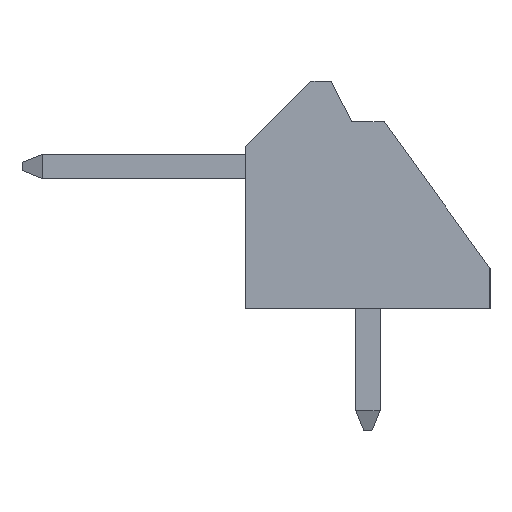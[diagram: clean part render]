
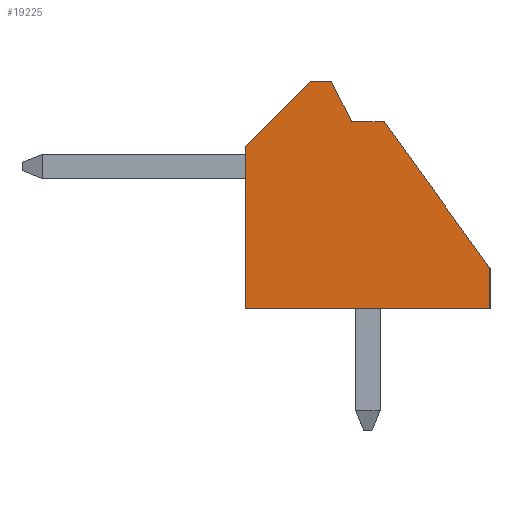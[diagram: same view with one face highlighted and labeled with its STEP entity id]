
A CAD part, left-side view. The second image highlights one B-rep face of the part: STEP entity #19225.
In plain terms, the highlighted planar face has unit normal (-1, 0, 0).
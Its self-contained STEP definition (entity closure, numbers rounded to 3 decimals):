
#18958 = VERTEX_POINT('',#18959);
#18959 = CARTESIAN_POINT('',(-1.25,0.4,4.6));
#18968 = PLANE('',#18969);
#18969 = AXIS2_PLACEMENT_3D('',#18970,#18971,#18972);
#18970 = CARTESIAN_POINT('',(-1.25,0.4,4.6));
#18971 = DIRECTION('',(0.,0.,-1.));
#18972 = DIRECTION('',(0.,-1.,0.));
#18980 = PLANE('',#18981);
#18981 = AXIS2_PLACEMENT_3D('',#18982,#18983,#18984);
#18982 = CARTESIAN_POINT('',(-1.25,0.4,4.6));
#18983 = DIRECTION('',(0.,-0.894,0.447));
#18984 = DIRECTION('',(0.,0.447,0.894));
#19021 = VERTEX_POINT('',#19022);
#19022 = CARTESIAN_POINT('',(-1.25,-0.4,4.6));
#19036 = PLANE('',#19037);
#19037 = AXIS2_PLACEMENT_3D('',#19038,#19039,#19040);
#19038 = CARTESIAN_POINT('',(-1.25,-0.4,4.6));
#19039 = DIRECTION('',(0.,0.811,-0.585));
#19040 = DIRECTION('',(0.,-0.585,-0.811));
#19048 = EDGE_CURVE('',#18958,#19021,#19049,.T.);
#19049 = SURFACE_CURVE('',#19050,(#19054,#19061),.PCURVE_S1.);
#19050 = LINE('',#19051,#19052);
#19051 = CARTESIAN_POINT('',(-1.25,0.4,4.6));
#19052 = VECTOR('',#19053,1.);
#19053 = DIRECTION('',(0.,-1.,0.));
#19054 = PCURVE('',#18968,#19055);
#19055 = DEFINITIONAL_REPRESENTATION('',(#19056),#19060);
#19056 = LINE('',#19057,#19058);
#19057 = CARTESIAN_POINT('',(0.,-0.));
#19058 = VECTOR('',#19059,1.);
#19059 = DIRECTION('',(1.,0.));
#19060 = ( GEOMETRIC_REPRESENTATION_CONTEXT(2) 
PARAMETRIC_REPRESENTATION_CONTEXT() REPRESENTATION_CONTEXT('2D SPACE',''
  ) );
#19061 = PCURVE('',#19062,#19067);
#19062 = PLANE('',#19063);
#19063 = AXIS2_PLACEMENT_3D('',#19064,#19065,#19066);
#19064 = CARTESIAN_POINT('',(-1.25,0.384,2.186));
#19065 = DIRECTION('',(1.,0.,0.));
#19066 = DIRECTION('',(0.,0.,1.));
#19067 = DEFINITIONAL_REPRESENTATION('',(#19068),#19072);
#19068 = LINE('',#19069,#19070);
#19069 = CARTESIAN_POINT('',(2.414,-0.016));
#19070 = VECTOR('',#19071,1.);
#19071 = DIRECTION('',(0.,1.));
#19072 = ( GEOMETRIC_REPRESENTATION_CONTEXT(2) 
PARAMETRIC_REPRESENTATION_CONTEXT() REPRESENTATION_CONTEXT('2D SPACE',''
  ) );
#19102 = VERTEX_POINT('',#19103);
#19103 = CARTESIAN_POINT('',(-1.25,0.9,5.6));
#19117 = PLANE('',#19118);
#19118 = AXIS2_PLACEMENT_3D('',#19119,#19120,#19121);
#19119 = CARTESIAN_POINT('',(-1.25,1.4,5.6));
#19120 = DIRECTION('',(0.,0.,-1.));
#19121 = DIRECTION('',(0.,-1.,0.));
#19129 = EDGE_CURVE('',#18958,#19102,#19130,.T.);
#19130 = SURFACE_CURVE('',#19131,(#19135,#19142),.PCURVE_S1.);
#19131 = LINE('',#19132,#19133);
#19132 = CARTESIAN_POINT('',(-1.25,0.4,4.6));
#19133 = VECTOR('',#19134,1.);
#19134 = DIRECTION('',(0.,0.447,0.894));
#19135 = PCURVE('',#18980,#19136);
#19136 = DEFINITIONAL_REPRESENTATION('',(#19137),#19141);
#19137 = LINE('',#19138,#19139);
#19138 = CARTESIAN_POINT('',(0.,0.));
#19139 = VECTOR('',#19140,1.);
#19140 = DIRECTION('',(1.,0.));
#19141 = ( GEOMETRIC_REPRESENTATION_CONTEXT(2) 
PARAMETRIC_REPRESENTATION_CONTEXT() REPRESENTATION_CONTEXT('2D SPACE',''
  ) );
#19142 = PCURVE('',#19062,#19143);
#19143 = DEFINITIONAL_REPRESENTATION('',(#19144),#19148);
#19144 = LINE('',#19145,#19146);
#19145 = CARTESIAN_POINT('',(2.414,-0.016));
#19146 = VECTOR('',#19147,1.);
#19147 = DIRECTION('',(0.894,-0.447));
#19148 = ( GEOMETRIC_REPRESENTATION_CONTEXT(2) 
PARAMETRIC_REPRESENTATION_CONTEXT() REPRESENTATION_CONTEXT('2D SPACE',''
  ) );
#19178 = VERTEX_POINT('',#19179);
#19179 = CARTESIAN_POINT('',(-1.25,-3.,1.));
#19193 = PLANE('',#19194);
#19194 = AXIS2_PLACEMENT_3D('',#19195,#19196,#19197);
#19195 = CARTESIAN_POINT('',(-1.25,-3.,1.));
#19196 = DIRECTION('',(0.,1.,0.));
#19197 = DIRECTION('',(0.,0.,-1.));
#19205 = EDGE_CURVE('',#19021,#19178,#19206,.T.);
#19206 = SURFACE_CURVE('',#19207,(#19211,#19218),.PCURVE_S1.);
#19207 = LINE('',#19208,#19209);
#19208 = CARTESIAN_POINT('',(-1.25,-0.4,4.6));
#19209 = VECTOR('',#19210,1.);
#19210 = DIRECTION('',(0.,-0.585,-0.811));
#19211 = PCURVE('',#19036,#19212);
#19212 = DEFINITIONAL_REPRESENTATION('',(#19213),#19217);
#19213 = LINE('',#19214,#19215);
#19214 = CARTESIAN_POINT('',(0.,0.));
#19215 = VECTOR('',#19216,1.);
#19216 = DIRECTION('',(1.,0.));
#19217 = ( GEOMETRIC_REPRESENTATION_CONTEXT(2) 
PARAMETRIC_REPRESENTATION_CONTEXT() REPRESENTATION_CONTEXT('2D SPACE',''
  ) );
#19218 = PCURVE('',#19062,#19219);
#19219 = DEFINITIONAL_REPRESENTATION('',(#19220),#19224);
#19220 = LINE('',#19221,#19222);
#19221 = CARTESIAN_POINT('',(2.414,0.784));
#19222 = VECTOR('',#19223,1.);
#19223 = DIRECTION('',(-0.811,0.585));
#19224 = ( GEOMETRIC_REPRESENTATION_CONTEXT(2) 
PARAMETRIC_REPRESENTATION_CONTEXT() REPRESENTATION_CONTEXT('2D SPACE',''
  ) );
#19225 = ADVANCED_FACE('',(#19226),#19062,.F.);
#19226 = FACE_BOUND('',#19227,.F.);
#19227 = EDGE_LOOP('',(#19228,#19229,#19230,#19253,#19281,#19309,#19337,
    #19358));
#19228 = ORIENTED_EDGE('',*,*,#19048,.T.);
#19229 = ORIENTED_EDGE('',*,*,#19205,.T.);
#19230 = ORIENTED_EDGE('',*,*,#19231,.T.);
#19231 = EDGE_CURVE('',#19178,#19232,#19234,.T.);
#19232 = VERTEX_POINT('',#19233);
#19233 = CARTESIAN_POINT('',(-1.25,-3.,0.));
#19234 = SURFACE_CURVE('',#19235,(#19239,#19246),.PCURVE_S1.);
#19235 = LINE('',#19236,#19237);
#19236 = CARTESIAN_POINT('',(-1.25,-3.,1.));
#19237 = VECTOR('',#19238,1.);
#19238 = DIRECTION('',(0.,0.,-1.));
#19239 = PCURVE('',#19062,#19240);
#19240 = DEFINITIONAL_REPRESENTATION('',(#19241),#19245);
#19241 = LINE('',#19242,#19243);
#19242 = CARTESIAN_POINT('',(-1.186,3.384));
#19243 = VECTOR('',#19244,1.);
#19244 = DIRECTION('',(-1.,0.));
#19245 = ( GEOMETRIC_REPRESENTATION_CONTEXT(2) 
PARAMETRIC_REPRESENTATION_CONTEXT() REPRESENTATION_CONTEXT('2D SPACE',''
  ) );
#19246 = PCURVE('',#19193,#19247);
#19247 = DEFINITIONAL_REPRESENTATION('',(#19248),#19252);
#19248 = LINE('',#19249,#19250);
#19249 = CARTESIAN_POINT('',(0.,0.));
#19250 = VECTOR('',#19251,1.);
#19251 = DIRECTION('',(1.,0.));
#19252 = ( GEOMETRIC_REPRESENTATION_CONTEXT(2) 
PARAMETRIC_REPRESENTATION_CONTEXT() REPRESENTATION_CONTEXT('2D SPACE',''
  ) );
#19253 = ORIENTED_EDGE('',*,*,#19254,.T.);
#19254 = EDGE_CURVE('',#19232,#19255,#19257,.T.);
#19255 = VERTEX_POINT('',#19256);
#19256 = CARTESIAN_POINT('',(-1.25,3.,0.));
#19257 = SURFACE_CURVE('',#19258,(#19262,#19269),.PCURVE_S1.);
#19258 = LINE('',#19259,#19260);
#19259 = CARTESIAN_POINT('',(-1.25,-3.,0.));
#19260 = VECTOR('',#19261,1.);
#19261 = DIRECTION('',(0.,1.,0.));
#19262 = PCURVE('',#19062,#19263);
#19263 = DEFINITIONAL_REPRESENTATION('',(#19264),#19268);
#19264 = LINE('',#19265,#19266);
#19265 = CARTESIAN_POINT('',(-2.186,3.384));
#19266 = VECTOR('',#19267,1.);
#19267 = DIRECTION('',(0.,-1.));
#19268 = ( GEOMETRIC_REPRESENTATION_CONTEXT(2) 
PARAMETRIC_REPRESENTATION_CONTEXT() REPRESENTATION_CONTEXT('2D SPACE',''
  ) );
#19269 = PCURVE('',#19270,#19275);
#19270 = PLANE('',#19271);
#19271 = AXIS2_PLACEMENT_3D('',#19272,#19273,#19274);
#19272 = CARTESIAN_POINT('',(-1.25,-3.,0.));
#19273 = DIRECTION('',(0.,0.,1.));
#19274 = DIRECTION('',(0.,1.,0.));
#19275 = DEFINITIONAL_REPRESENTATION('',(#19276),#19280);
#19276 = LINE('',#19277,#19278);
#19277 = CARTESIAN_POINT('',(0.,0.));
#19278 = VECTOR('',#19279,1.);
#19279 = DIRECTION('',(1.,0.));
#19280 = ( GEOMETRIC_REPRESENTATION_CONTEXT(2) 
PARAMETRIC_REPRESENTATION_CONTEXT() REPRESENTATION_CONTEXT('2D SPACE',''
  ) );
#19281 = ORIENTED_EDGE('',*,*,#19282,.T.);
#19282 = EDGE_CURVE('',#19255,#19283,#19285,.T.);
#19283 = VERTEX_POINT('',#19284);
#19284 = CARTESIAN_POINT('',(-1.25,3.,4.));
#19285 = SURFACE_CURVE('',#19286,(#19290,#19297),.PCURVE_S1.);
#19286 = LINE('',#19287,#19288);
#19287 = CARTESIAN_POINT('',(-1.25,3.,0.));
#19288 = VECTOR('',#19289,1.);
#19289 = DIRECTION('',(0.,0.,1.));
#19290 = PCURVE('',#19062,#19291);
#19291 = DEFINITIONAL_REPRESENTATION('',(#19292),#19296);
#19292 = LINE('',#19293,#19294);
#19293 = CARTESIAN_POINT('',(-2.186,-2.616));
#19294 = VECTOR('',#19295,1.);
#19295 = DIRECTION('',(1.,0.));
#19296 = ( GEOMETRIC_REPRESENTATION_CONTEXT(2) 
PARAMETRIC_REPRESENTATION_CONTEXT() REPRESENTATION_CONTEXT('2D SPACE',''
  ) );
#19297 = PCURVE('',#19298,#19303);
#19298 = PLANE('',#19299);
#19299 = AXIS2_PLACEMENT_3D('',#19300,#19301,#19302);
#19300 = CARTESIAN_POINT('',(-1.25,3.,0.));
#19301 = DIRECTION('',(0.,-1.,0.));
#19302 = DIRECTION('',(0.,0.,1.));
#19303 = DEFINITIONAL_REPRESENTATION('',(#19304),#19308);
#19304 = LINE('',#19305,#19306);
#19305 = CARTESIAN_POINT('',(0.,0.));
#19306 = VECTOR('',#19307,1.);
#19307 = DIRECTION('',(1.,0.));
#19308 = ( GEOMETRIC_REPRESENTATION_CONTEXT(2) 
PARAMETRIC_REPRESENTATION_CONTEXT() REPRESENTATION_CONTEXT('2D SPACE',''
  ) );
#19309 = ORIENTED_EDGE('',*,*,#19310,.F.);
#19310 = EDGE_CURVE('',#19311,#19283,#19313,.T.);
#19311 = VERTEX_POINT('',#19312);
#19312 = CARTESIAN_POINT('',(-1.25,1.4,5.6));
#19313 = SURFACE_CURVE('',#19314,(#19318,#19325),.PCURVE_S1.);
#19314 = LINE('',#19315,#19316);
#19315 = CARTESIAN_POINT('',(-1.25,1.4,5.6));
#19316 = VECTOR('',#19317,1.);
#19317 = DIRECTION('',(0.,0.707,-0.707));
#19318 = PCURVE('',#19062,#19319);
#19319 = DEFINITIONAL_REPRESENTATION('',(#19320),#19324);
#19320 = LINE('',#19321,#19322);
#19321 = CARTESIAN_POINT('',(3.414,-1.016));
#19322 = VECTOR('',#19323,1.);
#19323 = DIRECTION('',(-0.707,-0.707));
#19324 = ( GEOMETRIC_REPRESENTATION_CONTEXT(2) 
PARAMETRIC_REPRESENTATION_CONTEXT() REPRESENTATION_CONTEXT('2D SPACE',''
  ) );
#19325 = PCURVE('',#19326,#19331);
#19326 = PLANE('',#19327);
#19327 = AXIS2_PLACEMENT_3D('',#19328,#19329,#19330);
#19328 = CARTESIAN_POINT('',(-1.25,1.4,5.6));
#19329 = DIRECTION('',(0.,0.707,0.707));
#19330 = DIRECTION('',(0.,0.707,-0.707));
#19331 = DEFINITIONAL_REPRESENTATION('',(#19332),#19336);
#19332 = LINE('',#19333,#19334);
#19333 = CARTESIAN_POINT('',(0.,0.));
#19334 = VECTOR('',#19335,1.);
#19335 = DIRECTION('',(1.,0.));
#19336 = ( GEOMETRIC_REPRESENTATION_CONTEXT(2) 
PARAMETRIC_REPRESENTATION_CONTEXT() REPRESENTATION_CONTEXT('2D SPACE',''
  ) );
#19337 = ORIENTED_EDGE('',*,*,#19338,.T.);
#19338 = EDGE_CURVE('',#19311,#19102,#19339,.T.);
#19339 = SURFACE_CURVE('',#19340,(#19344,#19351),.PCURVE_S1.);
#19340 = LINE('',#19341,#19342);
#19341 = CARTESIAN_POINT('',(-1.25,1.4,5.6));
#19342 = VECTOR('',#19343,1.);
#19343 = DIRECTION('',(0.,-1.,0.));
#19344 = PCURVE('',#19062,#19345);
#19345 = DEFINITIONAL_REPRESENTATION('',(#19346),#19350);
#19346 = LINE('',#19347,#19348);
#19347 = CARTESIAN_POINT('',(3.414,-1.016));
#19348 = VECTOR('',#19349,1.);
#19349 = DIRECTION('',(0.,1.));
#19350 = ( GEOMETRIC_REPRESENTATION_CONTEXT(2) 
PARAMETRIC_REPRESENTATION_CONTEXT() REPRESENTATION_CONTEXT('2D SPACE',''
  ) );
#19351 = PCURVE('',#19117,#19352);
#19352 = DEFINITIONAL_REPRESENTATION('',(#19353),#19357);
#19353 = LINE('',#19354,#19355);
#19354 = CARTESIAN_POINT('',(0.,-0.));
#19355 = VECTOR('',#19356,1.);
#19356 = DIRECTION('',(1.,0.));
#19357 = ( GEOMETRIC_REPRESENTATION_CONTEXT(2) 
PARAMETRIC_REPRESENTATION_CONTEXT() REPRESENTATION_CONTEXT('2D SPACE',''
  ) );
#19358 = ORIENTED_EDGE('',*,*,#19129,.F.);
